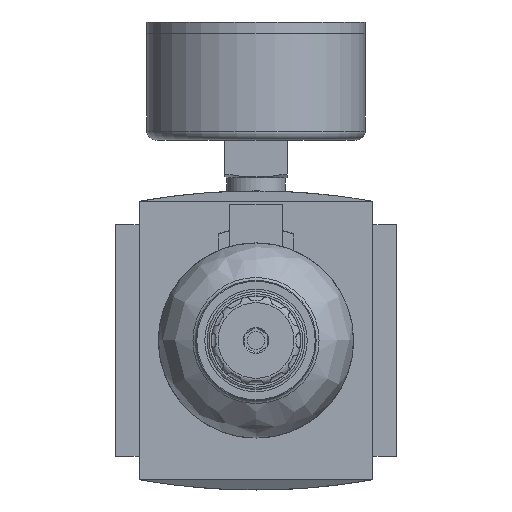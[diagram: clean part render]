
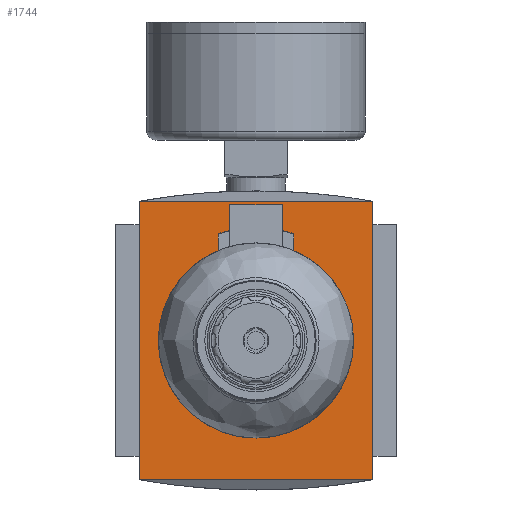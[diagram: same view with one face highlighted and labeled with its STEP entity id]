
A CAD part, front view. The second image highlights one B-rep face of the part: STEP entity #1744.
In plain terms, the highlighted planar face has unit normal (0, -1, 0).
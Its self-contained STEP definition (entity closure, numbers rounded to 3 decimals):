
#1744 = ADVANCED_FACE( '', ( #3627 ), #3628, .F. );
#3627 = FACE_OUTER_BOUND( '', #5626, .T. );
#3628 = PLANE( '', #5627 );
#5626 = EDGE_LOOP( '', ( #10712, #10713, #10714, #10715 ) );
#5627 = AXIS2_PLACEMENT_3D( '', #10716, #10717, #10718 );
#10712 = ORIENTED_EDGE( '', *, *, #12848, .F. );
#10713 = ORIENTED_EDGE( '', *, *, #13325, .T. );
#10714 = ORIENTED_EDGE( '', *, *, #13682, .F. );
#10715 = ORIENTED_EDGE( '', *, *, #13136, .T. );
#10716 = CARTESIAN_POINT( '', ( 0., -37.5, 116.435 ) );
#10717 = DIRECTION( '', ( 0., 1., 0. ) );
#10718 = DIRECTION( '', ( 0., 0., 1. ) );
#12848 = EDGE_CURVE( '', #15802, #15803, #15804, .T. );
#13136 = EDGE_CURVE( '', #16233, #15803, #16234, .T. );
#13325 = EDGE_CURVE( '', #15802, #16508, #16509, .T. );
#13682 = EDGE_CURVE( '', #16233, #16508, #16957, .T. );
#15802 = VERTEX_POINT( '', #20606 );
#15803 = VERTEX_POINT( '', #20607 );
#15804 = LINE( '', #20608, #20609 );
#16233 = VERTEX_POINT( '', #21358 );
#16234 = LINE( '', #21359, #21360 );
#16508 = VERTEX_POINT( '', #21836 );
#16509 = LINE( '', #21837, #21838 );
#16957 = LINE( '', #22790, #22791 );
#20606 = CARTESIAN_POINT( '', ( -26.25, -37.5, -31.25 ) );
#20607 = CARTESIAN_POINT( '', ( -26.25, -37.5, 31.25 ) );
#20608 = CARTESIAN_POINT( '', ( -26.25, -37.5, -31.25 ) );
#20609 = VECTOR( '', #24850, 1000. );
#21358 = CARTESIAN_POINT( '', ( 26.25, -37.5, 31.25 ) );
#21359 = CARTESIAN_POINT( '', ( 0., -37.5, 31.25 ) );
#21360 = VECTOR( '', #25199, 1000. );
#21836 = CARTESIAN_POINT( '', ( 26.25, -37.5, -31.25 ) );
#21837 = CARTESIAN_POINT( '', ( 0., -37.5, -31.25 ) );
#21838 = VECTOR( '', #25392, 1000. );
#22790 = CARTESIAN_POINT( '', ( 26.25, -37.5, 31.25 ) );
#22791 = VECTOR( '', #25810, 1000. );
#24850 = DIRECTION( '', ( 0., 0., 1. ) );
#25199 = DIRECTION( '', ( -1., 0., 0. ) );
#25392 = DIRECTION( '', ( 1., 0., 0. ) );
#25810 = DIRECTION( '', ( 0., 0., -1. ) );
